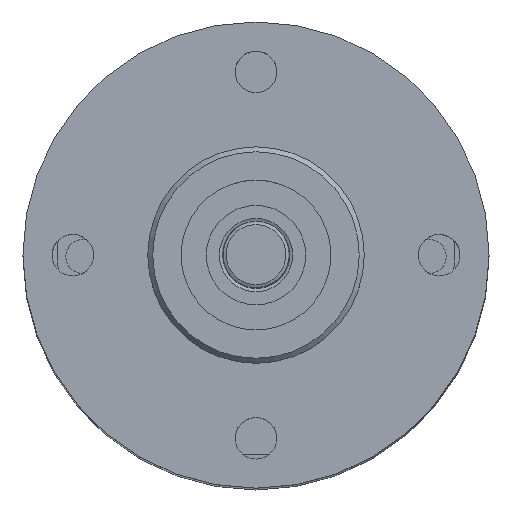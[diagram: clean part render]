
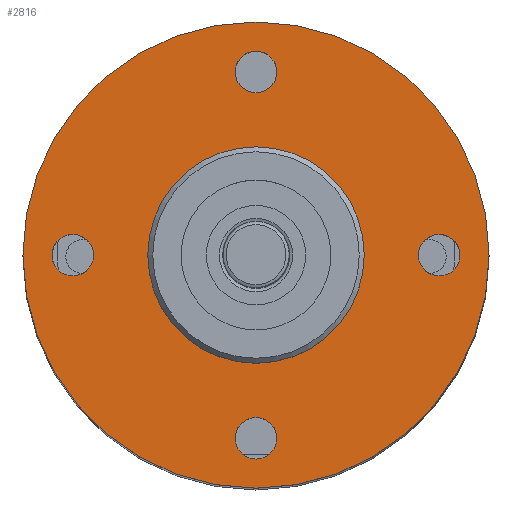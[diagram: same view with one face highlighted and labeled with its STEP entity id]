
A CAD part, top view. The second image highlights one B-rep face of the part: STEP entity #2816.
In plain terms, the highlighted planar face has unit normal (0, 0, 1).
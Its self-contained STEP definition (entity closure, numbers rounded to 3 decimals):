
#23 = CARTESIAN_POINT ( 'NONE',  ( 12.25, 0., 9. ) ) ;
#67 = FACE_BOUND ( 'NONE', #4569, .T. ) ;
#127 = EDGE_CURVE ( 'NONE', #668, #668, #1462, .T. ) ;
#259 = CIRCLE ( 'NONE', #2410, 1.25 ) ;
#559 = AXIS2_PLACEMENT_3D ( 'NONE', #4335, #1647, #3565 ) ;
#645 = DIRECTION ( 'NONE',  ( 0., 0., 1. ) ) ;
#668 = VERTEX_POINT ( 'NONE', #23 ) ;
#735 = CARTESIAN_POINT ( 'NONE',  ( -9.75, 0., 9. ) ) ;
#736 = CARTESIAN_POINT ( 'NONE',  ( 0., 11., 9. ) ) ;
#737 = FACE_BOUND ( 'NONE', #4524, .T. ) ;
#833 = ORIENTED_EDGE ( 'NONE', *, *, #4893, .T. ) ;
#921 = CARTESIAN_POINT ( 'NONE',  ( 1.25, -11., 9. ) ) ;
#1084 = ORIENTED_EDGE ( 'NONE', *, *, #3701, .F. ) ;
#1116 = DIRECTION ( 'NONE',  ( 0., 0., 1. ) ) ;
#1191 = FACE_BOUND ( 'NONE', #1963, .T. ) ;
#1244 = EDGE_CURVE ( 'NONE', #1988, #1988, #3313, .T. ) ;
#1264 = EDGE_LOOP ( 'NONE', ( #1084 ) ) ;
#1295 = CARTESIAN_POINT ( 'NONE',  ( 0., 0., 9. ) ) ;
#1327 = AXIS2_PLACEMENT_3D ( 'NONE', #736, #3757, #2284 ) ;
#1352 = ORIENTED_EDGE ( 'NONE', *, *, #127, .F. ) ;
#1383 = AXIS2_PLACEMENT_3D ( 'NONE', #4342, #645, #2893 ) ;
#1462 = CIRCLE ( 'NONE', #1383, 1.25 ) ;
#1547 = CIRCLE ( 'NONE', #3222, 14. ) ;
#1599 = AXIS2_PLACEMENT_3D ( 'NONE', #1295, #1666, #3244 ) ;
#1647 = DIRECTION ( 'NONE',  ( 0., 0., 1. ) ) ;
#1666 = DIRECTION ( 'NONE',  ( 0., 0., 1. ) ) ;
#1714 = CARTESIAN_POINT ( 'NONE',  ( -11., 0., 9. ) ) ;
#1756 = DIRECTION ( 'NONE',  ( 0., 0., 1. ) ) ;
#1866 = DIRECTION ( 'NONE',  ( 1., 0., 0. ) ) ;
#1903 = FACE_OUTER_BOUND ( 'NONE', #3861, .T. ) ;
#1906 = CIRCLE ( 'NONE', #559, 1.25 ) ;
#1963 = EDGE_LOOP ( 'NONE', ( #3535 ) ) ;
#1988 = VERTEX_POINT ( 'NONE', #3863 ) ;
#2156 = CARTESIAN_POINT ( 'NONE',  ( 6.5, 0., 9. ) ) ;
#2159 = DIRECTION ( 'NONE',  ( 1., 0., 0. ) ) ;
#2237 = FACE_BOUND ( 'NONE', #1264, .T. ) ;
#2284 = DIRECTION ( 'NONE',  ( 1., 0., 0. ) ) ;
#2410 = AXIS2_PLACEMENT_3D ( 'NONE', #1714, #1756, #2159 ) ;
#2514 = EDGE_CURVE ( 'NONE', #3987, #3987, #4069, .T. ) ;
#2598 = EDGE_CURVE ( 'NONE', #3280, #3280, #1906, .T. ) ;
#2664 = VERTEX_POINT ( 'NONE', #735 ) ;
#2670 = DIRECTION ( 'NONE',  ( 0., 0., 1. ) ) ;
#2714 = CARTESIAN_POINT ( 'NONE',  ( 0., 0., 9. ) ) ;
#2816 = ADVANCED_FACE ( 'NONE', ( #737, #67, #2237, #3274, #1191, #1903 ), #3827, .T. ) ;
#2893 = DIRECTION ( 'NONE',  ( 1., 0., 0. ) ) ;
#3222 = AXIS2_PLACEMENT_3D ( 'NONE', #3735, #2670, #1866 ) ;
#3244 = DIRECTION ( 'NONE',  ( 1., 0., 0. ) ) ;
#3274 = FACE_BOUND ( 'NONE', #4007, .T. ) ;
#3280 = VERTEX_POINT ( 'NONE', #921 ) ;
#3313 = CIRCLE ( 'NONE', #1327, 1.25 ) ;
#3406 = DIRECTION ( 'NONE',  ( 1., 0., 0. ) ) ;
#3535 = ORIENTED_EDGE ( 'NONE', *, *, #2514, .F. ) ;
#3565 = DIRECTION ( 'NONE',  ( 1., 0., 0. ) ) ;
#3701 = EDGE_CURVE ( 'NONE', #2664, #2664, #259, .T. ) ;
#3735 = CARTESIAN_POINT ( 'NONE',  ( 0., 0., 9. ) ) ;
#3757 = DIRECTION ( 'NONE',  ( 0., 0., 1. ) ) ;
#3827 = PLANE ( 'NONE',  #4156 ) ;
#3860 = ORIENTED_EDGE ( 'NONE', *, *, #1244, .F. ) ;
#3861 = EDGE_LOOP ( 'NONE', ( #833 ) ) ;
#3863 = CARTESIAN_POINT ( 'NONE',  ( 1.25, 11., 9. ) ) ;
#3953 = ORIENTED_EDGE ( 'NONE', *, *, #2598, .F. ) ;
#3987 = VERTEX_POINT ( 'NONE', #2156 ) ;
#4007 = EDGE_LOOP ( 'NONE', ( #3860 ) ) ;
#4069 = CIRCLE ( 'NONE', #1599, 6.5 ) ;
#4156 = AXIS2_PLACEMENT_3D ( 'NONE', #2714, #1116, #3406 ) ;
#4264 = CARTESIAN_POINT ( 'NONE',  ( 14., 0., 9. ) ) ;
#4306 = VERTEX_POINT ( 'NONE', #4264 ) ;
#4335 = CARTESIAN_POINT ( 'NONE',  ( 0., -11., 9. ) ) ;
#4342 = CARTESIAN_POINT ( 'NONE',  ( 11., 0., 9. ) ) ;
#4524 = EDGE_LOOP ( 'NONE', ( #1352 ) ) ;
#4569 = EDGE_LOOP ( 'NONE', ( #3953 ) ) ;
#4893 = EDGE_CURVE ( 'NONE', #4306, #4306, #1547, .T. ) ;
